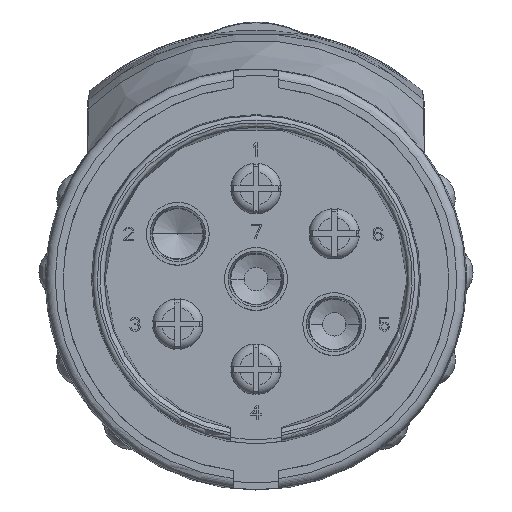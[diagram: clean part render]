
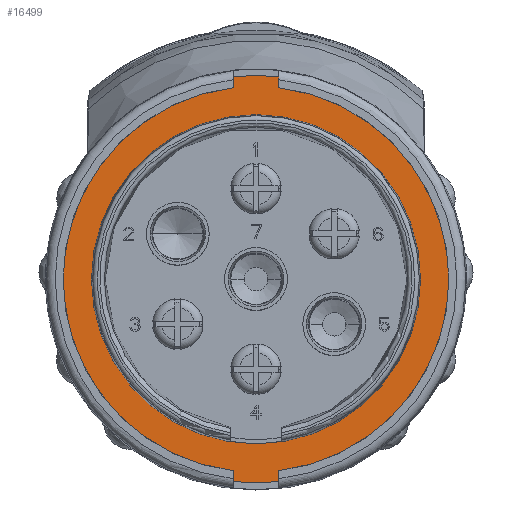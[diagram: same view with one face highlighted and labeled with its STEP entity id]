
A CAD part, top view. The second image highlights one B-rep face of the part: STEP entity #16499.
In plain terms, the highlighted planar face has unit normal (0, 0, 1).
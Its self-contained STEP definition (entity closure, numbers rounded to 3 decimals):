
#64=CARTESIAN_POINT('',(0.,-24.,23.252));
#65=DIRECTION('',(0.,0.,-1.));
#66=DIRECTION('',(1.,0.,0.));
#67=AXIS2_PLACEMENT_3D('',#64,#65,#66);
#73=CARTESIAN_POINT('',(0.,-24.,23.252));
#74=DIRECTION('',(0.,0.,-1.));
#75=DIRECTION('',(-1.,0.,0.));
#76=AXIS2_PLACEMENT_3D('',#73,#74,#75);
#4917=CARTESIAN_POINT('',(0.,-24.,23.252));
#4918=DIRECTION('',(0.,0.,-1.));
#4919=DIRECTION('',(0.118,0.993,0.));
#4920=AXIS2_PLACEMENT_3D('',#4917,#4918,#4919);
#4952=DIRECTION('',(0.,1.,0.));
#4953=VECTOR('',#4952,1.182);
#4954=CARTESIAN_POINT('',(2.525,-2.788,23.252));
#4955=LINE('',#4954,#4953);
#4956=CARTESIAN_POINT('',(0.,-24.,23.252));
#4957=DIRECTION('',(0.,0.,1.));
#4958=DIRECTION('',(0.112,0.994,0.));
#4959=AXIS2_PLACEMENT_3D('',#4956,#4957,#4958);
#4971=CARTESIAN_POINT('',(0.,-24.,23.252));
#4972=DIRECTION('',(0.,0.,1.));
#4973=DIRECTION('',(-0.112,-0.994,0.));
#4974=AXIS2_PLACEMENT_3D('',#4971,#4972,#4973);
#4976=DIRECTION('',(0.,1.,0.));
#4977=VECTOR('',#4976,1.182);
#4978=CARTESIAN_POINT('',(-2.525,-2.788,23.252));
#4979=LINE('',#4978,#4977);
#5007=CARTESIAN_POINT('',(0.,-24.,23.252));
#5008=DIRECTION('',(0.,0.,-1.));
#5009=DIRECTION('',(-0.118,-0.993,0.));
#5010=AXIS2_PLACEMENT_3D('',#5007,#5008,#5009);
#5020=DIRECTION('',(0.,-1.,0.));
#5021=VECTOR('',#5020,1.182);
#5022=CARTESIAN_POINT('',(-2.525,-45.212,23.252));
#5023=LINE('',#5022,#5021);
#5668=DIRECTION('',(0.,-1.,0.));
#5669=VECTOR('',#5668,1.182);
#5670=CARTESIAN_POINT('',(2.525,-45.212,23.252));
#5671=LINE('',#5670,#5669);
#16239=CARTESIAN_POINT('',(18.225,-24.,23.252));
#16240=CARTESIAN_POINT('',(-18.225,-24.,23.252));
#16241=VERTEX_POINT('',#16239);
#16242=VERTEX_POINT('',#16240);
#16243=CARTESIAN_POINT('',(2.525,-2.788,23.252));
#16244=CARTESIAN_POINT('',(2.525,-45.212,23.252));
#16245=VERTEX_POINT('',#16243);
#16246=VERTEX_POINT('',#16244);
#16247=CARTESIAN_POINT('',(2.525,-1.606,23.252));
#16249=VERTEX_POINT('',#16247);
#16251=CARTESIAN_POINT('',(2.525,-46.394,23.252));
#16253=VERTEX_POINT('',#16251);
#16255=CARTESIAN_POINT('',(-2.525,-2.788,23.252));
#16256=CARTESIAN_POINT('',(-2.525,-1.606,23.252));
#16257=VERTEX_POINT('',#16255);
#16258=VERTEX_POINT('',#16256);
#16261=CARTESIAN_POINT('',(-2.525,-45.212,23.252));
#16262=VERTEX_POINT('',#16261);
#16263=CARTESIAN_POINT('',(-2.525,-46.394,23.252));
#16264=VERTEX_POINT('',#16263);
#16471=CARTESIAN_POINT('',(0.,-24.,23.252));
#16472=DIRECTION('',(0.,0.,-1.));
#16473=DIRECTION('',(0.,-1.,0.));
#16474=AXIS2_PLACEMENT_3D('',#16471,#16472,#16473);
#16475=PLANE('',#16474);
#16477=ORIENTED_EDGE('',*,*,#16476,.T.);
#16479=ORIENTED_EDGE('',*,*,#16478,.T.);
#16481=ORIENTED_EDGE('',*,*,#16480,.F.);
#16483=ORIENTED_EDGE('',*,*,#16482,.F.);
#16485=ORIENTED_EDGE('',*,*,#16484,.T.);
#16487=ORIENTED_EDGE('',*,*,#16486,.T.);
#16489=ORIENTED_EDGE('',*,*,#16488,.F.);
#16491=ORIENTED_EDGE('',*,*,#16490,.F.);
#16492=EDGE_LOOP('',(#16477,#16479,#16481,#16483,#16485,#16487,#16489,#16491));
#16493=FACE_OUTER_BOUND('',#16492,.F.);
#16494=ORIENTED_EDGE('',*,*,#16454,.F.);
#16496=ORIENTED_EDGE('',*,*,#16495,.F.);
#16497=EDGE_LOOP('',(#16494,#16496));
#16498=FACE_BOUND('',#16497,.F.);
#16499=ADVANCED_FACE('',(#16493,#16498),#16475,.F.);
#68=CIRCLE('',#67,18.225);
#77=CIRCLE('',#76,18.225);
#4921=CIRCLE('',#4920,21.362);
#4960=CIRCLE('',#4959,22.536);
#4975=CIRCLE('',#4974,22.536);
#5011=CIRCLE('',#5010,21.362);
#16454=EDGE_CURVE('',#16241,#16242,#68,.T.);
#16476=EDGE_CURVE('',#16245,#16246,#4921,.T.);
#16478=EDGE_CURVE('',#16246,#16253,#5671,.T.);
#16480=EDGE_CURVE('',#16264,#16253,#4975,.T.);
#16482=EDGE_CURVE('',#16262,#16264,#5023,.T.);
#16484=EDGE_CURVE('',#16262,#16257,#5011,.T.);
#16486=EDGE_CURVE('',#16257,#16258,#4979,.T.);
#16488=EDGE_CURVE('',#16249,#16258,#4960,.T.);
#16490=EDGE_CURVE('',#16245,#16249,#4955,.T.);
#16495=EDGE_CURVE('',#16242,#16241,#77,.T.);
